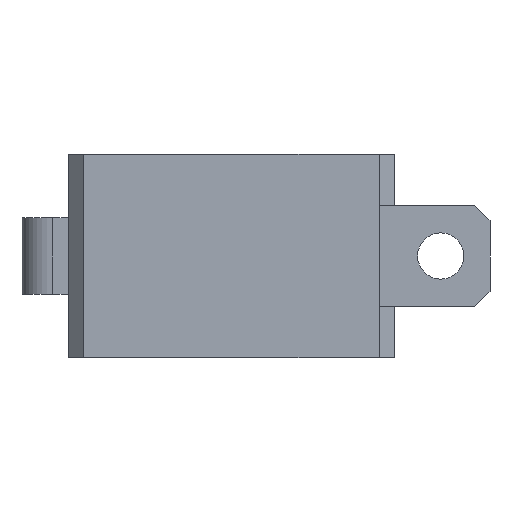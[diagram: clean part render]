
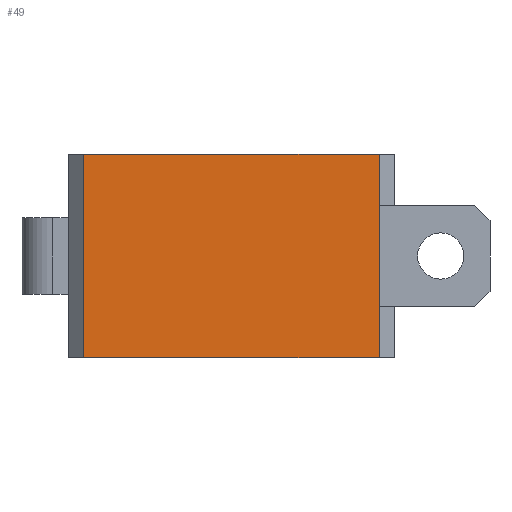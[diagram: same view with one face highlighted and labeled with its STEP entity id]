
A CAD part, left-side view. The second image highlights one B-rep face of the part: STEP entity #49.
In plain terms, the highlighted planar face has unit normal (-1, 0, 0).
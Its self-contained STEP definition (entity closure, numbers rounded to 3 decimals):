
#9 = EDGE_LOOP ( 'NONE', ( #1967, #763, #1703, #1035 ) ) ;
#49 = ADVANCED_FACE ( 'NONE', ( #1500 ), #597, .F. ) ;
#60 = LINE ( 'NONE', #1079, #786 ) ;
#83 = DIRECTION ( 'NONE',  ( 0., 1., 0. ) ) ;
#94 = EDGE_CURVE ( 'NONE', #120, #1214, #1095, .T. ) ;
#97 = VECTOR ( 'NONE', #1179, 1000. ) ;
#106 = VECTOR ( 'NONE', #477, 1000. ) ;
#120 = VERTEX_POINT ( 'NONE', #1699 ) ;
#145 = VERTEX_POINT ( 'NONE', #1895 ) ;
#150 = CARTESIAN_POINT ( 'NONE',  ( 0., 0., 6.6 ) ) ;
#257 = DIRECTION ( 'NONE',  ( 0., -1., 0. ) ) ;
#308 = EDGE_CURVE ( 'NONE', #145, #120, #60, .T. ) ;
#477 = DIRECTION ( 'NONE',  ( 0., 0., -1. ) ) ;
#597 = PLANE ( 'NONE',  #1385 ) ;
#704 = LINE ( 'NONE', #2163, #97 ) ;
#763 = ORIENTED_EDGE ( 'NONE', *, *, #94, .F. ) ;
#786 = VECTOR ( 'NONE', #257, 1000. ) ;
#934 = CARTESIAN_POINT ( 'NONE',  ( 0., -9.6, 0. ) ) ;
#1003 = EDGE_CURVE ( 'NONE', #2135, #1214, #704, .T. ) ;
#1035 = ORIENTED_EDGE ( 'NONE', *, *, #2198, .T. ) ;
#1079 = CARTESIAN_POINT ( 'NONE',  ( 0., 0., 6.6 ) ) ;
#1095 = LINE ( 'NONE', #2005, #106 ) ;
#1168 = DIRECTION ( 'NONE',  ( 1., 0., 0. ) ) ;
#1179 = DIRECTION ( 'NONE',  ( 0., -1., 0. ) ) ;
#1214 = VERTEX_POINT ( 'NONE', #934 ) ;
#1385 = AXIS2_PLACEMENT_3D ( 'NONE', #150, #1168, #83 ) ;
#1437 = CARTESIAN_POINT ( 'NONE',  ( 0., 0., 6.6 ) ) ;
#1500 = FACE_OUTER_BOUND ( 'NONE', #9, .T. ) ;
#1588 = VECTOR ( 'NONE', #2112, 1000. ) ;
#1599 = CARTESIAN_POINT ( 'NONE',  ( 0., 0., 0. ) ) ;
#1699 = CARTESIAN_POINT ( 'NONE',  ( 0., -9.6, 6.6 ) ) ;
#1703 = ORIENTED_EDGE ( 'NONE', *, *, #308, .F. ) ;
#1895 = CARTESIAN_POINT ( 'NONE',  ( 0., 0., 6.6 ) ) ;
#1967 = ORIENTED_EDGE ( 'NONE', *, *, #1003, .T. ) ;
#2005 = CARTESIAN_POINT ( 'NONE',  ( 0., -9.6, 6.6 ) ) ;
#2112 = DIRECTION ( 'NONE',  ( 0., 0., -1. ) ) ;
#2126 = LINE ( 'NONE', #1437, #1588 ) ;
#2135 = VERTEX_POINT ( 'NONE', #1599 ) ;
#2163 = CARTESIAN_POINT ( 'NONE',  ( 0., 0., 0. ) ) ;
#2198 = EDGE_CURVE ( 'NONE', #145, #2135, #2126, .T. ) ;
